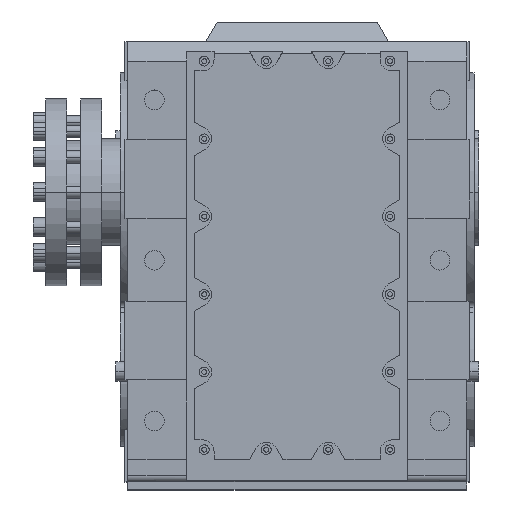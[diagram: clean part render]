
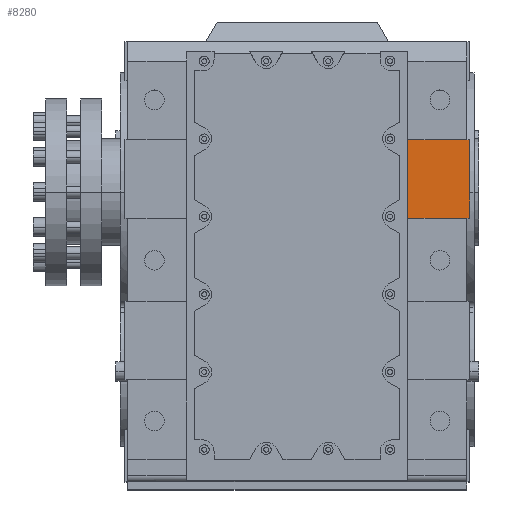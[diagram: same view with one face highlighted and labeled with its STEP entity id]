
A CAD part, top view. The second image highlights one B-rep face of the part: STEP entity #8280.
In plain terms, the highlighted planar face has unit normal (0, 0, 1).
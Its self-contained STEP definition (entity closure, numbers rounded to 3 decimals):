
#972 = PLANE('',#973);
#973 = AXIS2_PLACEMENT_3D('',#974,#975,#976);
#974 = CARTESIAN_POINT('',(-290.,-44.,315.));
#975 = DIRECTION('',(0.,-1.,0.));
#976 = DIRECTION('',(0.,0.,-1.));
#3259 = PLANE('',#3260);
#3260 = AXIS2_PLACEMENT_3D('',#3261,#3262,#3263);
#3261 = CARTESIAN_POINT('',(-290.,88.,315.));
#3262 = DIRECTION('',(0.,1.,0.));
#3263 = DIRECTION('',(0.,0.,1.));
#3421 = VERTEX_POINT('',#3422);
#3422 = CARTESIAN_POINT('',(290.,-44.,302.5));
#3436 = PLANE('',#3437);
#3437 = AXIS2_PLACEMENT_3D('',#3438,#3439,#3440);
#3438 = CARTESIAN_POINT('',(290.,0.,0.));
#3439 = DIRECTION('',(1.,0.,0.));
#3440 = DIRECTION('',(0.,0.,-1.));
#3448 = EDGE_CURVE('',#3421,#3449,#3451,.T.);
#3449 = VERTEX_POINT('',#3450);
#3450 = CARTESIAN_POINT('',(285.,-44.,302.5));
#3451 = SURFACE_CURVE('',#3452,(#3456,#3463),.PCURVE_S1.);
#3452 = LINE('',#3453,#3454);
#3453 = CARTESIAN_POINT('',(186.,-44.,302.5));
#3454 = VECTOR('',#3455,1.);
#3455 = DIRECTION('',(-1.,0.,0.));
#3456 = PCURVE('',#972,#3457);
#3457 = DEFINITIONAL_REPRESENTATION('',(#3458),#3462);
#3458 = LINE('',#3459,#3460);
#3459 = CARTESIAN_POINT('',(12.5,476.));
#3460 = VECTOR('',#3461,1.);
#3461 = DIRECTION('',(0.,-1.));
#3462 = ( GEOMETRIC_REPRESENTATION_CONTEXT(2) 
PARAMETRIC_REPRESENTATION_CONTEXT() REPRESENTATION_CONTEXT('2D SPACE',''
  ) );
#3463 = PCURVE('',#3464,#3469);
#3464 = PLANE('',#3465);
#3465 = AXIS2_PLACEMENT_3D('',#3466,#3467,#3468);
#3466 = CARTESIAN_POINT('',(-285.,-450.,302.5));
#3467 = DIRECTION('',(0.,0.,-1.));
#3468 = DIRECTION('',(-1.,0.,0.));
#3469 = DEFINITIONAL_REPRESENTATION('',(#3470),#3474);
#3470 = LINE('',#3471,#3472);
#3471 = CARTESIAN_POINT('',(-471.,406.));
#3472 = VECTOR('',#3473,1.);
#3473 = DIRECTION('',(1.,0.));
#3474 = ( GEOMETRIC_REPRESENTATION_CONTEXT(2) 
PARAMETRIC_REPRESENTATION_CONTEXT() REPRESENTATION_CONTEXT('2D SPACE',''
  ) );
#4726 = PLANE('',#4727);
#4727 = AXIS2_PLACEMENT_3D('',#4728,#4729,#4730);
#4728 = CARTESIAN_POINT('',(186.,-316.,302.5));
#4729 = DIRECTION('',(-1.,0.,0.));
#4730 = DIRECTION('',(0.,0.,1.));
#4888 = PLANE('',#4889);
#4889 = AXIS2_PLACEMENT_3D('',#4890,#4891,#4892);
#4890 = CARTESIAN_POINT('',(186.,-44.,302.5));
#4891 = DIRECTION('',(0.,1.,0.));
#4892 = DIRECTION('',(-1.,0.,0.));
#6814 = VERTEX_POINT('',#6815);
#6815 = CARTESIAN_POINT('',(285.,88.,302.5));
#6843 = EDGE_CURVE('',#6814,#6844,#6846,.T.);
#6844 = VERTEX_POINT('',#6845);
#6845 = CARTESIAN_POINT('',(290.,88.,302.5));
#6846 = SURFACE_CURVE('',#6847,(#6851,#6858),.PCURVE_S1.);
#6847 = LINE('',#6848,#6849);
#6848 = CARTESIAN_POINT('',(186.,88.,302.5));
#6849 = VECTOR('',#6850,1.);
#6850 = DIRECTION('',(1.,0.,0.));
#6851 = PCURVE('',#3259,#6852);
#6852 = DEFINITIONAL_REPRESENTATION('',(#6853),#6857);
#6853 = LINE('',#6854,#6855);
#6854 = CARTESIAN_POINT('',(-12.5,476.));
#6855 = VECTOR('',#6856,1.);
#6856 = DIRECTION('',(0.,1.));
#6857 = ( GEOMETRIC_REPRESENTATION_CONTEXT(2) 
PARAMETRIC_REPRESENTATION_CONTEXT() REPRESENTATION_CONTEXT('2D SPACE',''
  ) );
#6858 = PCURVE('',#3464,#6859);
#6859 = DEFINITIONAL_REPRESENTATION('',(#6860),#6864);
#6860 = LINE('',#6861,#6862);
#6861 = CARTESIAN_POINT('',(-471.,538.));
#6862 = VECTOR('',#6863,1.);
#6863 = DIRECTION('',(-1.,0.));
#6864 = ( GEOMETRIC_REPRESENTATION_CONTEXT(2) 
PARAMETRIC_REPRESENTATION_CONTEXT() REPRESENTATION_CONTEXT('2D SPACE',''
  ) );
#8280 = ADVANCED_FACE('',(#8281),#3464,.F.);
#8281 = FACE_BOUND('',#8282,.T.);
#8282 = EDGE_LOOP('',(#8283,#8311,#8334,#8355,#8356,#8377));
#8283 = ORIENTED_EDGE('',*,*,#8284,.F.);
#8284 = EDGE_CURVE('',#8285,#6814,#8287,.T.);
#8285 = VERTEX_POINT('',#8286);
#8286 = CARTESIAN_POINT('',(186.,88.,302.5));
#8287 = SURFACE_CURVE('',#8288,(#8292,#8299),.PCURVE_S1.);
#8288 = LINE('',#8289,#8290);
#8289 = CARTESIAN_POINT('',(186.,88.,302.5));
#8290 = VECTOR('',#8291,1.);
#8291 = DIRECTION('',(1.,0.,0.));
#8292 = PCURVE('',#3464,#8293);
#8293 = DEFINITIONAL_REPRESENTATION('',(#8294),#8298);
#8294 = LINE('',#8295,#8296);
#8295 = CARTESIAN_POINT('',(-471.,538.));
#8296 = VECTOR('',#8297,1.);
#8297 = DIRECTION('',(-1.,0.));
#8298 = ( GEOMETRIC_REPRESENTATION_CONTEXT(2) 
PARAMETRIC_REPRESENTATION_CONTEXT() REPRESENTATION_CONTEXT('2D SPACE',''
  ) );
#8299 = PCURVE('',#8300,#8305);
#8300 = PLANE('',#8301);
#8301 = AXIS2_PLACEMENT_3D('',#8302,#8303,#8304);
#8302 = CARTESIAN_POINT('',(186.,88.,302.5));
#8303 = DIRECTION('',(0.,-1.,0.));
#8304 = DIRECTION('',(1.,0.,0.));
#8305 = DEFINITIONAL_REPRESENTATION('',(#8306),#8310);
#8306 = LINE('',#8307,#8308);
#8307 = CARTESIAN_POINT('',(0.,0.));
#8308 = VECTOR('',#8309,1.);
#8309 = DIRECTION('',(1.,0.));
#8310 = ( GEOMETRIC_REPRESENTATION_CONTEXT(2) 
PARAMETRIC_REPRESENTATION_CONTEXT() REPRESENTATION_CONTEXT('2D SPACE',''
  ) );
#8311 = ORIENTED_EDGE('',*,*,#8312,.F.);
#8312 = EDGE_CURVE('',#8313,#8285,#8315,.T.);
#8313 = VERTEX_POINT('',#8314);
#8314 = CARTESIAN_POINT('',(186.,-44.,302.5));
#8315 = SURFACE_CURVE('',#8316,(#8320,#8327),.PCURVE_S1.);
#8316 = LINE('',#8317,#8318);
#8317 = CARTESIAN_POINT('',(186.,253.,302.5));
#8318 = VECTOR('',#8319,1.);
#8319 = DIRECTION('',(0.,1.,0.));
#8320 = PCURVE('',#3464,#8321);
#8321 = DEFINITIONAL_REPRESENTATION('',(#8322),#8326);
#8322 = LINE('',#8323,#8324);
#8323 = CARTESIAN_POINT('',(-471.,703.));
#8324 = VECTOR('',#8325,1.);
#8325 = DIRECTION('',(0.,1.));
#8326 = ( GEOMETRIC_REPRESENTATION_CONTEXT(2) 
PARAMETRIC_REPRESENTATION_CONTEXT() REPRESENTATION_CONTEXT('2D SPACE',''
  ) );
#8327 = PCURVE('',#4726,#8328);
#8328 = DEFINITIONAL_REPRESENTATION('',(#8329),#8333);
#8329 = LINE('',#8330,#8331);
#8330 = CARTESIAN_POINT('',(0.,569.));
#8331 = VECTOR('',#8332,1.);
#8332 = DIRECTION('',(0.,1.));
#8333 = ( GEOMETRIC_REPRESENTATION_CONTEXT(2) 
PARAMETRIC_REPRESENTATION_CONTEXT() REPRESENTATION_CONTEXT('2D SPACE',''
  ) );
#8334 = ORIENTED_EDGE('',*,*,#8335,.F.);
#8335 = EDGE_CURVE('',#3449,#8313,#8336,.T.);
#8336 = SURFACE_CURVE('',#8337,(#8341,#8348),.PCURVE_S1.);
#8337 = LINE('',#8338,#8339);
#8338 = CARTESIAN_POINT('',(186.,-44.,302.5));
#8339 = VECTOR('',#8340,1.);
#8340 = DIRECTION('',(-1.,0.,0.));
#8341 = PCURVE('',#3464,#8342);
#8342 = DEFINITIONAL_REPRESENTATION('',(#8343),#8347);
#8343 = LINE('',#8344,#8345);
#8344 = CARTESIAN_POINT('',(-471.,406.));
#8345 = VECTOR('',#8346,1.);
#8346 = DIRECTION('',(1.,0.));
#8347 = ( GEOMETRIC_REPRESENTATION_CONTEXT(2) 
PARAMETRIC_REPRESENTATION_CONTEXT() REPRESENTATION_CONTEXT('2D SPACE',''
  ) );
#8348 = PCURVE('',#4888,#8349);
#8349 = DEFINITIONAL_REPRESENTATION('',(#8350),#8354);
#8350 = LINE('',#8351,#8352);
#8351 = CARTESIAN_POINT('',(0.,0.));
#8352 = VECTOR('',#8353,1.);
#8353 = DIRECTION('',(1.,0.));
#8354 = ( GEOMETRIC_REPRESENTATION_CONTEXT(2) 
PARAMETRIC_REPRESENTATION_CONTEXT() REPRESENTATION_CONTEXT('2D SPACE',''
  ) );
#8355 = ORIENTED_EDGE('',*,*,#3448,.F.);
#8356 = ORIENTED_EDGE('',*,*,#8357,.F.);
#8357 = EDGE_CURVE('',#6844,#3421,#8358,.T.);
#8358 = SURFACE_CURVE('',#8359,(#8363,#8370),.PCURVE_S1.);
#8359 = LINE('',#8360,#8361);
#8360 = CARTESIAN_POINT('',(290.,0.,302.5));
#8361 = VECTOR('',#8362,1.);
#8362 = DIRECTION('',(0.,-1.,0.));
#8363 = PCURVE('',#3464,#8364);
#8364 = DEFINITIONAL_REPRESENTATION('',(#8365),#8369);
#8365 = LINE('',#8366,#8367);
#8366 = CARTESIAN_POINT('',(-575.,450.));
#8367 = VECTOR('',#8368,1.);
#8368 = DIRECTION('',(0.,-1.));
#8369 = ( GEOMETRIC_REPRESENTATION_CONTEXT(2) 
PARAMETRIC_REPRESENTATION_CONTEXT() REPRESENTATION_CONTEXT('2D SPACE',''
  ) );
#8370 = PCURVE('',#3436,#8371);
#8371 = DEFINITIONAL_REPRESENTATION('',(#8372),#8376);
#8372 = LINE('',#8373,#8374);
#8373 = CARTESIAN_POINT('',(-302.5,0.));
#8374 = VECTOR('',#8375,1.);
#8375 = DIRECTION('',(0.,-1.));
#8376 = ( GEOMETRIC_REPRESENTATION_CONTEXT(2) 
PARAMETRIC_REPRESENTATION_CONTEXT() REPRESENTATION_CONTEXT('2D SPACE',''
  ) );
#8377 = ORIENTED_EDGE('',*,*,#6843,.F.);
